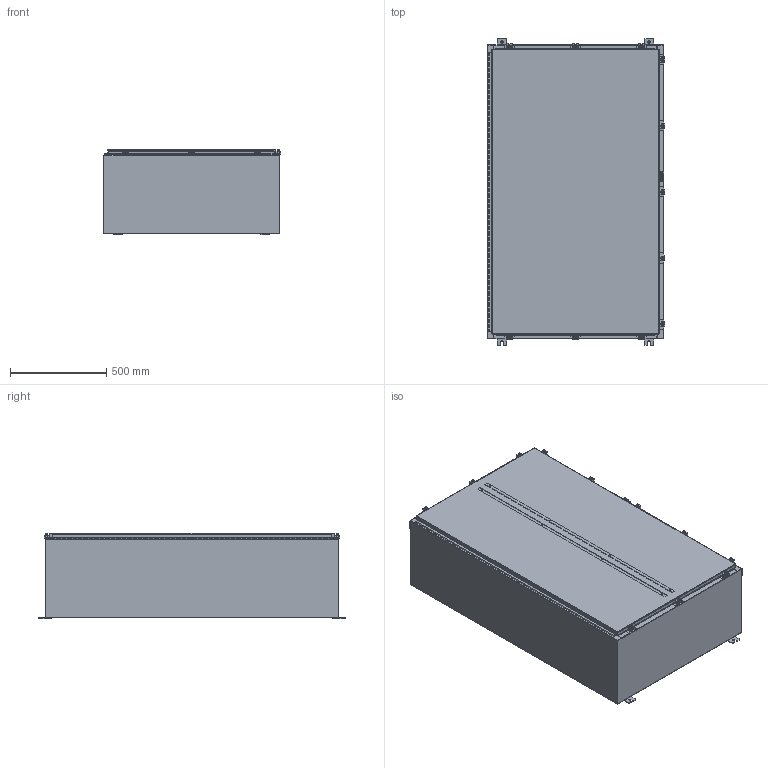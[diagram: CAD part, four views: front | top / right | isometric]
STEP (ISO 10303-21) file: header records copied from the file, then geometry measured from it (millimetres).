
FILE_DESCRIPTION (( 'STEP AP203' ), '1' );
FILE_NAME ('N60H3616SS6WP.STEP', '2014-01-14T19:57:19', ( 'changeme' ), ( 'Microsoft' ), 'SwSTEP 2.0', 'SolidWorks 2013', '' );
FILE_SCHEMA (( 'CONFIG_CONTROL_DESIGN' ));
Length unit declared in the file: inch
Products named in the file (21): N60H3616SS6WP Padlock Staple; N60H3616SS6WP Door Stiffener; N60H3616SS6WP Standard Clamps; N60H3616SS6WP Backpanel; N60H3616SS6WP Clamp Assembly; N60H3616SS6WP Mounting Feet; N60H3616SS6WP Padlock Hasp; N60H3616SS6WP Clamp Top; N60H3616SS6WP 125 Pin Hinge; N60H3616SS6WP 22104005_DEFAULT; N60H3616SS6WP; N60H3616SS6WP Clamp Bracket; N60H3616SS6WP 22101002; N60H3616SS6WP Hinge Cover Side; N60H3616SS6WP Top; N60H3616SS6WP Bottom; N60H3616SS6WP Hinge Enclosure Side2; N60H3616SS6WP Enclosure Stiffener; N60H3616SS6WP Body; N60H3616SS6WP Mounting Studs; N60H3616SS6WP Cover
Assembly tree (42 placements, depth 4):
  N60H3616SS6WP
    N60H3616SS6WP Backpanel
    N60H3616SS6WP Mounting Studs  x8
    N60H3616SS6WP 125 Pin Hinge
      N60H3616SS6WP Hinge Enclosure Side2
      N60H3616SS6WP Hinge Cover Side
    N60H3616SS6WP Mounting Feet  x4
    N60H3616SS6WP Door Stiffener
    N60H3616SS6WP Padlock Staple
    N60H3616SS6WP Padlock Hasp
    N60H3616SS6WP Enclosure Stiffener  x2
    N60H3616SS6WP Standard Clamps  x11
      N60H3616SS6WP Clamp Bracket
      N60H3616SS6WP Clamp Assembly
        N60H3616SS6WP 22101002  x2
        N60H3616SS6WP 22104005_DEFAULT
        N60H3616SS6WP Clamp Top
    N60H3616SS6WP Cover
    N60H3616SS6WP Body
    N60H3616SS6WP Bottom
    N60H3616SS6WP Top
Bounding box: 919.75 x 1587.5 x 441.67 mm (x, y, z)
Volume: 13980905.9 mm3; surface area: 13796241.8 mm2
Topology: 79 solids, 79 shells, 3408 faces, 8622 edges, 5418 vertices
Faces by surface type: plane 1766, cylinder 1466, torus 86, cone 82, bspline 8
Entity records: 63015 total; most frequent: DIRECTION 10832, CARTESIAN_POINT 10797, ORIENTED_EDGE 10144, EDGE_CURVE 5072, AXIS2_PLACEMENT_3D 3789, VECTOR 3254, LINE 3254, VERTEX_POINT 3132
